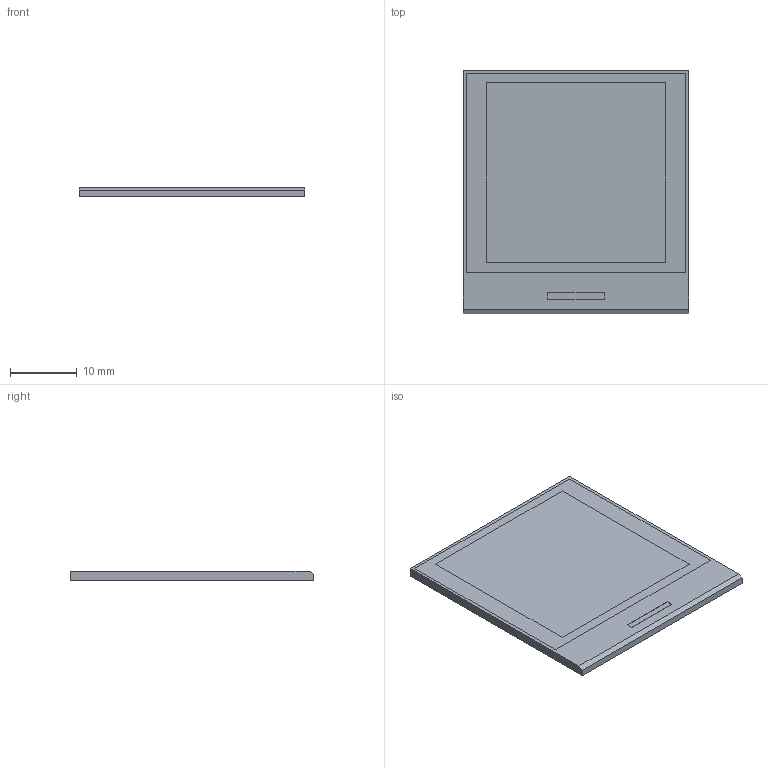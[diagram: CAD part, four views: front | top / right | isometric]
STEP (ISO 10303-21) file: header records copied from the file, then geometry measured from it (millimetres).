
FILE_DESCRIPTION(/* description */ ('STEP AP242','CAx-IF Rec.Pracs.---Representation and Presentation of Product Manufacturing Information (PMI)---4.0---2014-10-13','CAx-IF Rec.Pracs.---3D Tessellated Geometry---0.4---2014-09-14','2;1'),/* implementation_level */ '2;1');
FILE_NAME(/* name */ '6812981b97cf020d674d9be2',/* time_stamp */ '2025-04-30T21:37:32Z',/* author */ (''),/* organization */ (''),/* preprocessor_version */ 'ST-DEVELOPER v20',/* originating_system */ 'ONSHAPE BY PTC INC, 1.197',/* authorisation */ ' ');
FILE_SCHEMA (('AP242_MANAGED_MODEL_BASED_3D_ENGINEERING_MIM_LF { 1 0 10303 442 1 1 4 }'));
Length unit declared in the file: metre
Products named in the file (2): 1.5in OLED; ER-OLED015-3
Assembly tree (1 placements, depth 2):
  1.5in OLED
    ER-OLED015-3
Bounding box: 33.8 x 36.5 x 1.41 mm (x, y, z)
Volume: 1734.1 mm3; surface area: 2656.1 mm2
Topology: 1 solids, 1 shells, 15 faces, 39 edges, 30 vertices
Faces by surface type: plane 15
Entity records: 548 total; most frequent: CARTESIAN_POINT 86, ORIENTED_EDGE 78, DIRECTION 73, EDGE_CURVE 39, LINE 39, VECTOR 39, VERTEX_POINT 30, EDGE_LOOP 19
